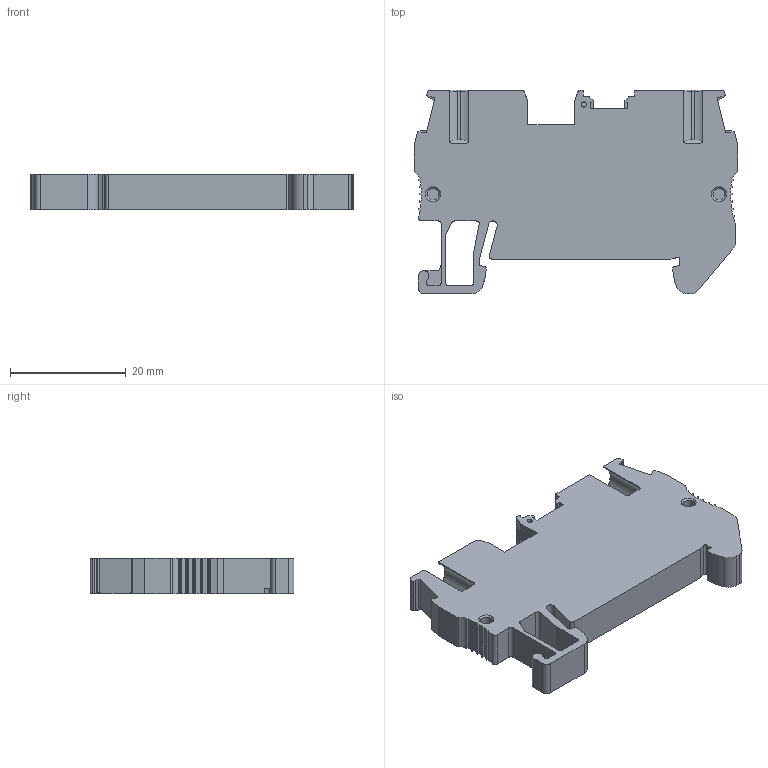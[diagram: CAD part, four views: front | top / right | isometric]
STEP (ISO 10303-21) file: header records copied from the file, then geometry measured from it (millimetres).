
FILE_DESCRIPTION((''),'2;1');
FILE_NAME('11','2021-02-20T',('Administrator'),(''),'PRO/ENGINEER BY PARAMETRIC TECHNOLOGY CORPORATION, 2013230','PRO/ENGINEER BY PARAMETRIC TECHNOLOGY CORPORATION, 2013230','');
FILE_SCHEMA(('CONFIG_CONTROL_DESIGN'));
Length unit declared in the file: millimetre
Products named in the file (1): 11
Bounding box: 55.8 x 35.2 x 6.2 mm (x, y, z)
Volume: 7991.4 mm3; surface area: 6915 mm2
Topology: 1 solids, 6 shells, 650 faces, 1859 edges, 1229 vertices
Faces by surface type: plane 471, cylinder 154, bspline 10, cone 9, torus 6
Entity records: 23615 total; most frequent: CARTESIAN_POINT 4287, ORIENTED_EDGE 3718, DIRECTION 3431, EDGE_CURVE 1859, VECTOR 1423, LINE 1423, VERTEX_POINT 1229, AXIS2_PLACEMENT_3D 1004
